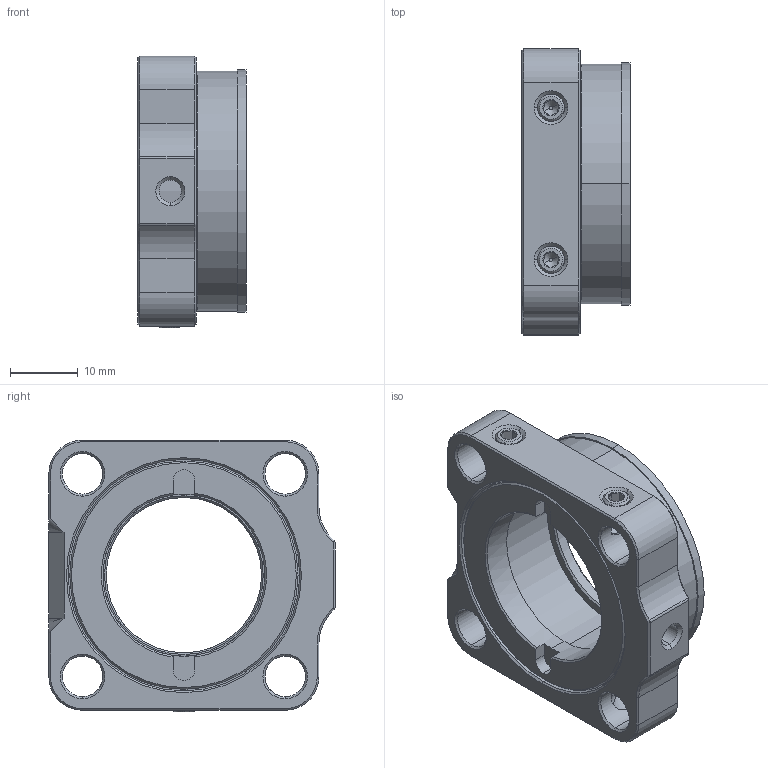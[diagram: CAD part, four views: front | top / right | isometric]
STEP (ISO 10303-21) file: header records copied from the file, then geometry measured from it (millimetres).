
FILE_DESCRIPTION (( 'STEP AP214' ), '1' );
FILE_NAME ('2.2.3.16_L30T-XSM1M_30mm笼式系统旋转安装座，用于φ1英寸光学元件，附带1个SM1卡环，带M4螺纹安装孔.STEP', '2021-07-23T00:48:22', ( 'Microsoft' ), ( 'Microsoft' ), 'SwSTEP 2.0', 'SolidWorks 2018', '' );
FILE_SCHEMA (( 'AUTOMOTIVE_DESIGN' ));
Length unit declared in the file: millimetre
Products named in the file (1): 2.2.3.16_L30T-XSM1M_30mm笼式系统旋转安装座，用于φ1英寸光学元件，附带1个SM1卡环，带M4螺纹安装孔
Bounding box: 16 x 42.4 x 40.25 mm (x, y, z)
Surface area: 8137.3 mm2 (no closed solid volume)
Topology: 0 solids, 9 shells, 272 faces, 639 edges, 374 vertices
Faces by surface type: cone 124, plane 85, cylinder 63
Entity records: 10936 total; most frequent: CARTESIAN_POINT 1690, DIRECTION 1387, ORIENTED_EDGE 1200, EDGE_CURVE 627, AXIS2_PLACEMENT_3D 543, VERTEX_POINT 374, EDGE_LOOP 308, LINE 301
